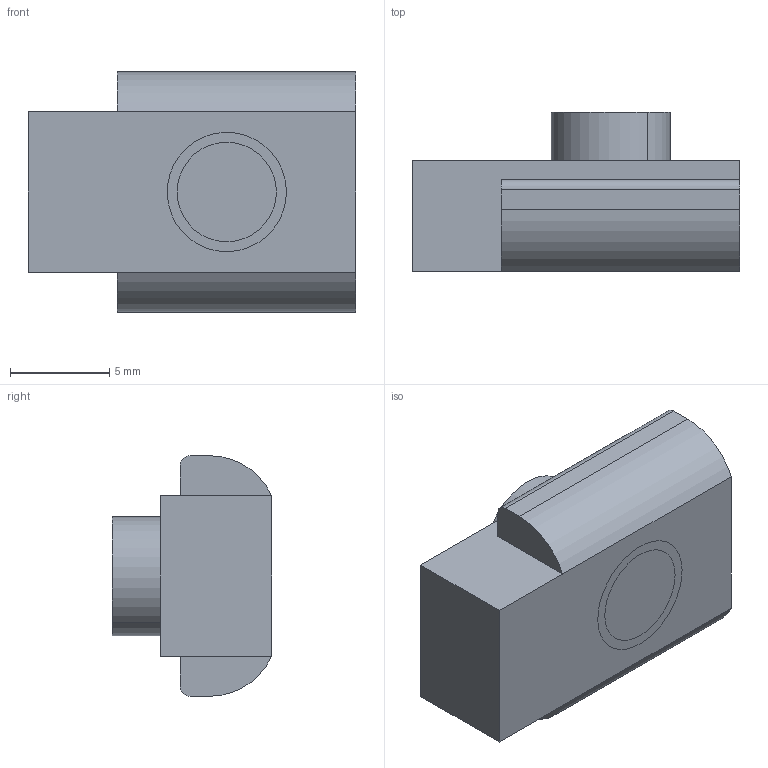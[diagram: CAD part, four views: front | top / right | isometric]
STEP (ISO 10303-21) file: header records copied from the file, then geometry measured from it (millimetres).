
FILE_DESCRIPTION (( 'STEP AP214' ), '1' );
FILE_NAME ('A785 Ôèêñàòîð ïàçîâûé ïðîòèâ ïðîâîðîòà ïðîôèëåé, Ì6, ïàç 8.STEP', '2025-06-23T13:34:28', ( '' ), ( '' ), 'SwSTEP 2.0', 'SolidWorks 2025', '' );
FILE_SCHEMA (( 'AUTOMOTIVE_DESIGN' ));
Length unit declared in the file: millimetre
Products named in the file (3): Паз_00; Винт_00; A785 Фиксатор пазовый против проворота профилей, М6, паз 8
Assembly tree (2 placements, depth 2):
  A785 Фиксатор пазовый против проворота профилей, М6, паз 8
    Паз_00
    Винт_00
Bounding box: 16.5 x 8 x 12.1 mm (x, y, z)
Volume: 972.1 mm3; surface area: 946.8 mm2
Topology: 2 solids, 2 shells, 29 faces, 70 edges, 46 vertices
Faces by surface type: plane 21, cylinder 8
Entity records: 958 total; most frequent: DIRECTION 154, CARTESIAN_POINT 150, ORIENTED_EDGE 140, EDGE_CURVE 70, VECTOR 54, LINE 54, AXIS2_PLACEMENT_3D 50, VERTEX_POINT 46
